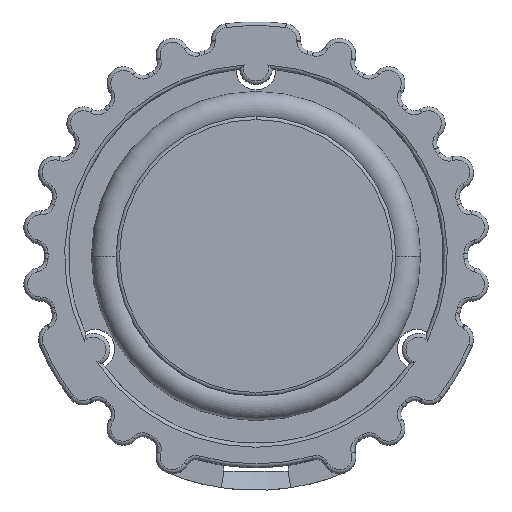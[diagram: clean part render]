
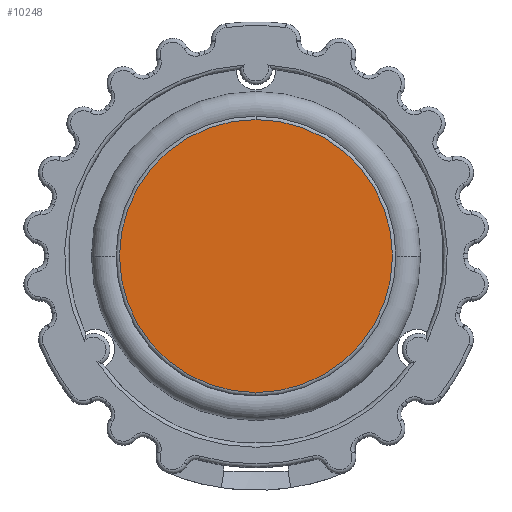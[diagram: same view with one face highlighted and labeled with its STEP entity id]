
A CAD part, top view. The second image highlights one B-rep face of the part: STEP entity #10248.
In plain terms, the highlighted planar face has unit normal (0, 0, 1).
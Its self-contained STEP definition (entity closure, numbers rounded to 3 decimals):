
#783=CARTESIAN_POINT('',(0.,0.,4.7));
#784=DIRECTION('',(0.,0.,-1.));
#785=DIRECTION('',(0.,1.,0.));
#786=AXIS2_PLACEMENT_3D('',#783,#784,#785);
#808=CARTESIAN_POINT('',(0.,0.,4.7));
#809=DIRECTION('',(0.,0.,-1.));
#810=DIRECTION('',(0.,-1.,0.));
#811=AXIS2_PLACEMENT_3D('',#808,#809,#810);
#8773=CARTESIAN_POINT('',(0.,10.7,4.7));
#8774=CARTESIAN_POINT('',(0.,-10.7,4.7));
#8775=VERTEX_POINT('',#8773);
#8776=VERTEX_POINT('',#8774);
#10239=CARTESIAN_POINT('',(0.,0.,4.7));
#10240=DIRECTION('',(0.,0.,1.));
#10241=DIRECTION('',(0.,1.,0.));
#10242=AXIS2_PLACEMENT_3D('',#10239,#10240,#10241);
#10243=PLANE('',#10242);
#10244=ORIENTED_EDGE('',*,*,#10217,.T.);
#10245=ORIENTED_EDGE('',*,*,#10233,.T.);
#10246=EDGE_LOOP('',(#10244,#10245));
#10247=FACE_OUTER_BOUND('',#10246,.F.);
#10248=ADVANCED_FACE('',(#10247),#10243,.T.);
#787=CIRCLE('',#786,10.7);
#812=CIRCLE('',#811,10.7);
#10217=EDGE_CURVE('',#8775,#8776,#787,.T.);
#10233=EDGE_CURVE('',#8776,#8775,#812,.T.);
